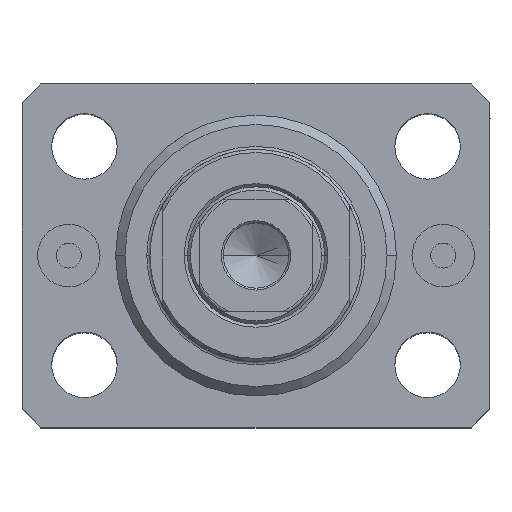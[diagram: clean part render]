
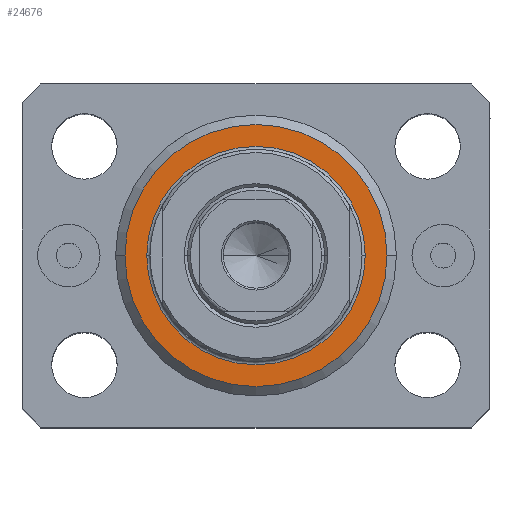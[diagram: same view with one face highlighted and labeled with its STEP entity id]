
A CAD part, top view. The second image highlights one B-rep face of the part: STEP entity #24676.
In plain terms, the highlighted face is planar.
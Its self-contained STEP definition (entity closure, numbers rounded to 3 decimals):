
#1826 = AXIS2_PLACEMENT_3D ( 'NONE', #5450, #36277, #9041 ) ;
#2748 = FACE_BOUND ( 'NONE', #5940, .T. ) ;
#3595 = VERTEX_POINT ( 'NONE', #41722 ) ;
#4263 = CARTESIAN_POINT ( 'NONE',  ( 0., 0., 0. ) ) ;
#4478 = DIRECTION ( 'NONE',  ( 1., 0., 0. ) ) ;
#5450 = CARTESIAN_POINT ( 'NONE',  ( 0., 0., 0. ) ) ;
#5940 = EDGE_LOOP ( 'NONE', ( #43944, #26853 ) ) ;
#5946 = ORIENTED_EDGE ( 'NONE', *, *, #23474, .T. ) ;
#6485 = EDGE_CURVE ( 'NONE', #35196, #3595, #24780, .T. ) ;
#7718 = CIRCLE ( 'NONE', #14864, 21. ) ;
#8221 = CARTESIAN_POINT ( 'NONE',  ( -17.5, 0., 0. ) ) ;
#8810 = EDGE_LOOP ( 'NONE', ( #28747, #5946 ) ) ;
#9041 = DIRECTION ( 'NONE',  ( 1., 0., 0. ) ) ;
#9439 = AXIS2_PLACEMENT_3D ( 'NONE', #4263, #21790, #4478 ) ;
#9476 = FACE_OUTER_BOUND ( 'NONE', #8810, .T. ) ;
#12010 = DIRECTION ( 'NONE',  ( 1., 0., 0. ) ) ;
#12294 = CIRCLE ( 'NONE', #9439, 17.5 ) ;
#14553 = AXIS2_PLACEMENT_3D ( 'NONE', #26790, #40514, #12010 ) ;
#14864 = AXIS2_PLACEMENT_3D ( 'NONE', #32963, #42848, #35425 ) ;
#16426 = DIRECTION ( 'NONE',  ( 0., 0., 1. ) ) ;
#19818 = PLANE ( 'NONE',  #14553 ) ;
#21790 = DIRECTION ( 'NONE',  ( 0., 0., 1. ) ) ;
#23474 = EDGE_CURVE ( 'NONE', #37842, #24956, #7718, .T. ) ;
#24676 = ADVANCED_FACE ( 'NONE', ( #2748, #9476 ), #19818, .F. ) ;
#24780 = CIRCLE ( 'NONE', #42029, 17.5 ) ;
#24956 = VERTEX_POINT ( 'NONE', #26738 ) ;
#26738 = CARTESIAN_POINT ( 'NONE',  ( 21., 0., 0. ) ) ;
#26773 = DIRECTION ( 'NONE',  ( 1., 0., 0. ) ) ;
#26790 = CARTESIAN_POINT ( 'NONE',  ( 0., 0., 0. ) ) ;
#26853 = ORIENTED_EDGE ( 'NONE', *, *, #6485, .T. ) ;
#28747 = ORIENTED_EDGE ( 'NONE', *, *, #38762, .T. ) ;
#29120 = CIRCLE ( 'NONE', #1826, 21. ) ;
#32963 = CARTESIAN_POINT ( 'NONE',  ( 0., 0., 0. ) ) ;
#35196 = VERTEX_POINT ( 'NONE', #8221 ) ;
#35425 = DIRECTION ( 'NONE',  ( 1., 0., 0. ) ) ;
#36277 = DIRECTION ( 'NONE',  ( 0., 0., -1. ) ) ;
#37098 = CARTESIAN_POINT ( 'NONE',  ( -21., 0., 0. ) ) ;
#37842 = VERTEX_POINT ( 'NONE', #37098 ) ;
#38762 = EDGE_CURVE ( 'NONE', #24956, #37842, #29120, .T. ) ;
#40065 = CARTESIAN_POINT ( 'NONE',  ( 0., 0., 0. ) ) ;
#40514 = DIRECTION ( 'NONE',  ( 0., 0., 1. ) ) ;
#41722 = CARTESIAN_POINT ( 'NONE',  ( 17.5, 0., 0. ) ) ;
#42029 = AXIS2_PLACEMENT_3D ( 'NONE', #40065, #16426, #26773 ) ;
#42646 = EDGE_CURVE ( 'NONE', #3595, #35196, #12294, .T. ) ;
#42848 = DIRECTION ( 'NONE',  ( 0., 0., -1. ) ) ;
#43944 = ORIENTED_EDGE ( 'NONE', *, *, #42646, .T. ) ;
